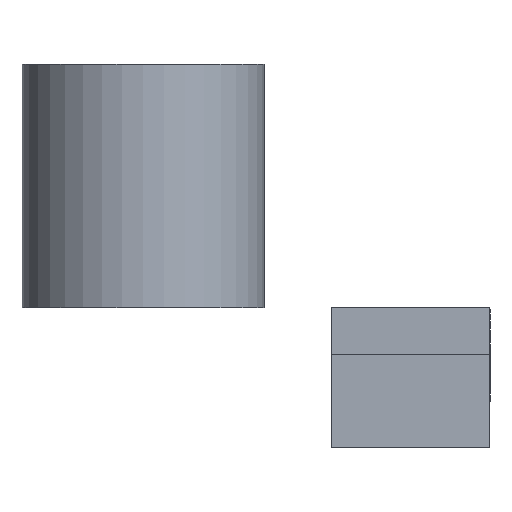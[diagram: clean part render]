
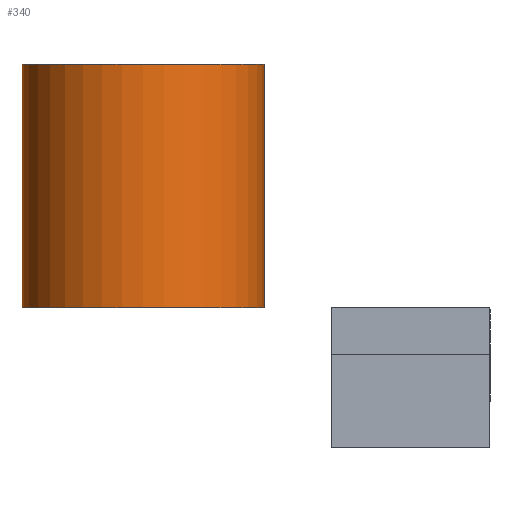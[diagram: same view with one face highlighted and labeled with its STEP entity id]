
A CAD part, left-side view. The second image highlights one B-rep face of the part: STEP entity #340.
In plain terms, the highlighted cylindrical face has radius 0.987 mm (diameter 1.974 mm), a full revolution.
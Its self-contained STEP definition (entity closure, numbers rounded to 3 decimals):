
#19=CIRCLE('',#372,0.987);
#20=CIRCLE('',#373,0.987);
#23=CYLINDRICAL_SURFACE('',#371,0.987);
#51=FACE_OUTER_BOUND('',#73,.T.);
#73=EDGE_LOOP('',(#296,#297,#298,#299));
#111=LINE('',#559,#147);
#147=VECTOR('',#463,0.987);
#174=VERTEX_POINT('',#556);
#175=VERTEX_POINT('',#558);
#215=EDGE_CURVE('',#174,#174,#19,.T.);
#216=EDGE_CURVE('',#174,#175,#111,.T.);
#217=EDGE_CURVE('',#175,#175,#20,.T.);
#296=ORIENTED_EDGE('',*,*,#215,.F.);
#297=ORIENTED_EDGE('',*,*,#216,.T.);
#298=ORIENTED_EDGE('',*,*,#217,.F.);
#299=ORIENTED_EDGE('',*,*,#216,.F.);
#340=ADVANCED_FACE('',(#51),#23,.T.);
#371=AXIS2_PLACEMENT_3D('',#555,#459,#460);
#372=AXIS2_PLACEMENT_3D('',#557,#461,#462);
#373=AXIS2_PLACEMENT_3D('',#560,#464,#465);
#459=DIRECTION('center_axis',(0.,0.,1.));
#460=DIRECTION('ref_axis',(1.,0.,0.));
#461=DIRECTION('center_axis',(0.,0.,1.));
#462=DIRECTION('ref_axis',(1.,0.,0.));
#463=DIRECTION('',(0.,0.,-1.));
#464=DIRECTION('center_axis',(0.,0.,-1.));
#465=DIRECTION('ref_axis',(1.,0.,0.));
#555=CARTESIAN_POINT('Origin',(1.949,3.743,0.992));
#556=CARTESIAN_POINT('',(0.962,3.743,1.984));
#557=CARTESIAN_POINT('Origin',(1.949,3.743,1.984));
#558=CARTESIAN_POINT('',(0.962,3.743,0.));
#559=CARTESIAN_POINT('',(0.962,3.743,0.992));
#560=CARTESIAN_POINT('Origin',(1.949,3.743,0.));
